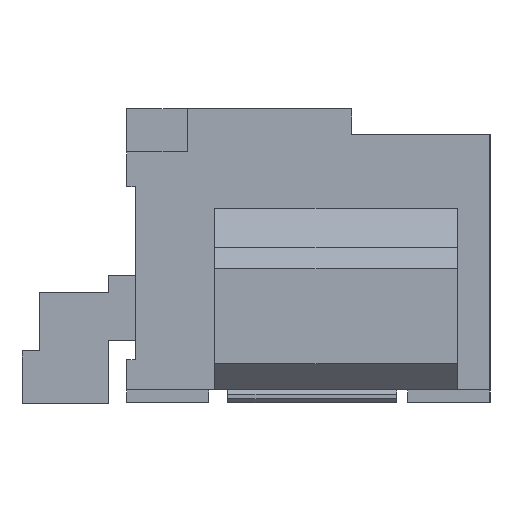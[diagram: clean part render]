
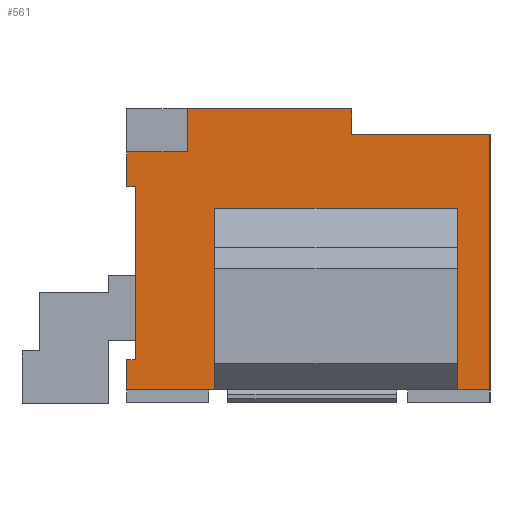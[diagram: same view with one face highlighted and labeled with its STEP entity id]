
A CAD part, left-side view. The second image highlights one B-rep face of the part: STEP entity #561.
In plain terms, the highlighted planar face has unit normal (-1, 0, 0).
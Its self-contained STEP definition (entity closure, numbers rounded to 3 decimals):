
#561 = ADVANCED_FACE( '', ( #1137 ), #1138, .T. );
#1137 = FACE_OUTER_BOUND( '', #1795, .T. );
#1138 = PLANE( '', #1796 );
#1795 = EDGE_LOOP( '', ( #3004, #3005, #3006, #3007, #3008, #3009, #3010, #3011, #3012, #3013, #3014, #3015, #3016, #3017, #3018, #3019 ) );
#1796 = AXIS2_PLACEMENT_3D( '', #3020, #3021, #3022 );
#3004 = ORIENTED_EDGE( '', *, *, #4660, .F. );
#3005 = ORIENTED_EDGE( '', *, *, #4661, .T. );
#3006 = ORIENTED_EDGE( '', *, *, #4662, .F. );
#3007 = ORIENTED_EDGE( '', *, *, #4493, .F. );
#3008 = ORIENTED_EDGE( '', *, *, #4378, .T. );
#3009 = ORIENTED_EDGE( '', *, *, #4399, .F. );
#3010 = ORIENTED_EDGE( '', *, *, #4663, .T. );
#3011 = ORIENTED_EDGE( '', *, *, #4655, .T. );
#3012 = ORIENTED_EDGE( '', *, *, #4608, .F. );
#3013 = ORIENTED_EDGE( '', *, *, #4664, .F. );
#3014 = ORIENTED_EDGE( '', *, *, #4214, .F. );
#3015 = ORIENTED_EDGE( '', *, *, #4629, .T. );
#3016 = ORIENTED_EDGE( '', *, *, #4665, .F. );
#3017 = ORIENTED_EDGE( '', *, *, #4666, .T. );
#3018 = ORIENTED_EDGE( '', *, *, #4667, .T. );
#3019 = ORIENTED_EDGE( '', *, *, #4668, .T. );
#3020 = CARTESIAN_POINT( '', ( -7.125, 0., 0. ) );
#3021 = DIRECTION( '', ( -1., 0., 0. ) );
#3022 = DIRECTION( '', ( 0., 0., 1. ) );
#4214 = EDGE_CURVE( '', #5030, #5031, #5032, .T. );
#4378 = EDGE_CURVE( '', #5238, #5322, #5324, .T. );
#4399 = EDGE_CURVE( '', #5356, #5322, #5358, .T. );
#4493 = EDGE_CURVE( '', #5238, #5510, #5511, .T. );
#4608 = EDGE_CURVE( '', #5693, #5694, #5695, .T. );
#4629 = EDGE_CURVE( '', #5030, #5725, #5727, .T. );
#4655 = EDGE_CURVE( '', #5763, #5694, #5764, .T. );
#4660 = EDGE_CURVE( '', #5769, #5770, #5771, .T. );
#4661 = EDGE_CURVE( '', #5769, #5772, #5773, .T. );
#4662 = EDGE_CURVE( '', #5510, #5772, #5774, .T. );
#4663 = EDGE_CURVE( '', #5356, #5763, #5775, .T. );
#4664 = EDGE_CURVE( '', #5031, #5693, #5776, .T. );
#4665 = EDGE_CURVE( '', #5777, #5725, #5778, .T. );
#4666 = EDGE_CURVE( '', #5777, #5779, #5780, .T. );
#4667 = EDGE_CURVE( '', #5779, #5781, #5782, .T. );
#4668 = EDGE_CURVE( '', #5781, #5770, #5783, .T. );
#5030 = VERTEX_POINT( '', #6240 );
#5031 = VERTEX_POINT( '', #6241 );
#5032 = LINE( '', #6242, #6243 );
#5238 = VERTEX_POINT( '', #6544 );
#5322 = VERTEX_POINT( '', #6671 );
#5324 = LINE( '', #6674, #6675 );
#5356 = VERTEX_POINT( '', #6721 );
#5358 = LINE( '', #6724, #6725 );
#5510 = VERTEX_POINT( '', #6948 );
#5511 = LINE( '', #6949, #6950 );
#5693 = VERTEX_POINT( '', #7220 );
#5694 = VERTEX_POINT( '', #7221 );
#5695 = LINE( '', #7222, #7223 );
#5725 = VERTEX_POINT( '', #7267 );
#5727 = LINE( '', #7270, #7271 );
#5763 = VERTEX_POINT( '', #7330 );
#5764 = LINE( '', #7331, #7332 );
#5769 = VERTEX_POINT( '', #7339 );
#5770 = VERTEX_POINT( '', #7340 );
#5771 = LINE( '', #7341, #7342 );
#5772 = VERTEX_POINT( '', #7343 );
#5773 = LINE( '', #7344, #7345 );
#5774 = LINE( '', #7346, #7347 );
#5775 = LINE( '', #7348, #7349 );
#5776 = LINE( '', #7350, #7351 );
#5777 = VERTEX_POINT( '', #7352 );
#5778 = LINE( '', #7353, #7354 );
#5779 = VERTEX_POINT( '', #7355 );
#5780 = LINE( '', #7356, #7357 );
#5781 = VERTEX_POINT( '', #7358 );
#5782 = LINE( '', #7359, #7360 );
#5783 = LINE( '', #7361, #7362 );
#6240 = CARTESIAN_POINT( '', ( -7.125, 2.1, -1.2 ) );
#6241 = CARTESIAN_POINT( '', ( -7.125, 2., -1.2 ) );
#6242 = CARTESIAN_POINT( '', ( -7.125, 0., -1.2 ) );
#6243 = VECTOR( '', #8006, 1000. );
#6544 = CARTESIAN_POINT( '', ( -7.125, -0.5, 1.7 ) );
#6671 = CARTESIAN_POINT( '', ( -7.125, 1.4, 1.7 ) );
#6674 = CARTESIAN_POINT( '', ( -7.125, -2.1, 1.7 ) );
#6675 = VECTOR( '', #8146, 1000. );
#6721 = CARTESIAN_POINT( '', ( -7.125, 1.4, 1.2 ) );
#6724 = CARTESIAN_POINT( '', ( -7.125, 1.4, 1.2 ) );
#6725 = VECTOR( '', #8162, 1000. );
#6948 = CARTESIAN_POINT( '', ( -7.125, -0.5, 1.4 ) );
#6949 = CARTESIAN_POINT( '', ( -7.125, -0.5, 0. ) );
#6950 = VECTOR( '', #8234, 1000. );
#7220 = CARTESIAN_POINT( '', ( -7.125, 2., 0.8 ) );
#7221 = CARTESIAN_POINT( '', ( -7.125, 2.1, 0.8 ) );
#7222 = CARTESIAN_POINT( '', ( -7.125, 0., 0.8 ) );
#7223 = VECTOR( '', #8323, 1000. );
#7267 = CARTESIAN_POINT( '', ( -7.125, 2.1, -1.55 ) );
#7270 = CARTESIAN_POINT( '', ( -7.125, 2.1, 1.7 ) );
#7271 = VECTOR( '', #8339, 1000. );
#7330 = CARTESIAN_POINT( '', ( -7.125, 2.1, 1.2 ) );
#7331 = CARTESIAN_POINT( '', ( -7.125, 2.1, 1.7 ) );
#7332 = VECTOR( '', #8363, 1000. );
#7339 = CARTESIAN_POINT( '', ( -7.125, -2.1, -1.55 ) );
#7340 = CARTESIAN_POINT( '', ( -7.125, -1.72, -1.55 ) );
#7341 = CARTESIAN_POINT( '', ( -7.125, 0., -1.55 ) );
#7342 = VECTOR( '', #8366, 1000. );
#7343 = CARTESIAN_POINT( '', ( -7.125, -2.1, 1.4 ) );
#7344 = CARTESIAN_POINT( '', ( -7.125, -2.1, -1.7 ) );
#7345 = VECTOR( '', #8367, 1000. );
#7346 = CARTESIAN_POINT( '', ( -7.125, 0., 1.4 ) );
#7347 = VECTOR( '', #8368, 1000. );
#7348 = CARTESIAN_POINT( '', ( -7.125, 1.4, 1.2 ) );
#7349 = VECTOR( '', #8369, 1000. );
#7350 = CARTESIAN_POINT( '', ( -7.125, 2., 0. ) );
#7351 = VECTOR( '', #8370, 1000. );
#7352 = CARTESIAN_POINT( '', ( -7.125, 1.08, -1.55 ) );
#7353 = CARTESIAN_POINT( '', ( -7.125, 0., -1.55 ) );
#7354 = VECTOR( '', #8371, 1000. );
#7355 = CARTESIAN_POINT( '', ( -7.125, 1.08, 0.55 ) );
#7356 = CARTESIAN_POINT( '', ( -7.125, 1.08, -1.7 ) );
#7357 = VECTOR( '', #8372, 1000. );
#7358 = CARTESIAN_POINT( '', ( -7.125, -1.72, 0.55 ) );
#7359 = CARTESIAN_POINT( '', ( -7.125, -1.72, 0.55 ) );
#7360 = VECTOR( '', #8373, 1000. );
#7361 = CARTESIAN_POINT( '', ( -7.125, -1.72, 0.1 ) );
#7362 = VECTOR( '', #8374, 1000. );
#8006 = DIRECTION( '', ( 0., -1., 0. ) );
#8146 = DIRECTION( '', ( 0., 1., 0. ) );
#8162 = DIRECTION( '', ( 0., 0., 1. ) );
#8234 = DIRECTION( '', ( 0., 0., -1. ) );
#8323 = DIRECTION( '', ( 0., 1., 0. ) );
#8339 = DIRECTION( '', ( 0., 0., -1. ) );
#8363 = DIRECTION( '', ( 0., 0., -1. ) );
#8366 = DIRECTION( '', ( 0., 1., 0. ) );
#8367 = DIRECTION( '', ( 0., 0., 1. ) );
#8368 = DIRECTION( '', ( 0., -1., 0. ) );
#8369 = DIRECTION( '', ( 0., 1., 0. ) );
#8370 = DIRECTION( '', ( 0., 0., 1. ) );
#8371 = DIRECTION( '', ( 0., 1., 0. ) );
#8372 = DIRECTION( '', ( 0., 0., 1. ) );
#8373 = DIRECTION( '', ( 0., -1., 0. ) );
#8374 = DIRECTION( '', ( 0., 0., -1. ) );
